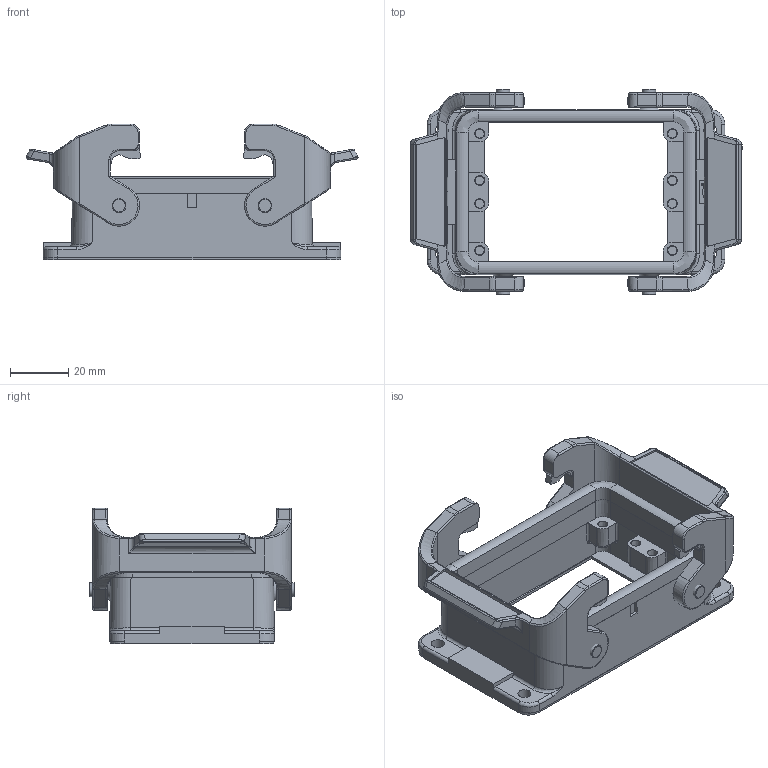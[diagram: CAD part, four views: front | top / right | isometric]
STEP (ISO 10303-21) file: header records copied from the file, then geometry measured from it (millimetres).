
FILE_DESCRIPTION(/* description */ (''),/* implementation_level */ '2;1');
FILE_NAME(/* name */ '100105484ugm000_c.stp',/* time_stamp */ '2017-11-06T10:53:24+01:00',/* author */ (''),/* organization */ (''),/* preprocessor_version */ 'ST-DEVELOPER v16',/* originating_system */ 'SIEMENS PLM Software NX 10.0',/* authorisation */ '');
FILE_SCHEMA (('AUTOMOTIVE_DESIGN { 1 0 10303 214 3 1 1 1 }'));
Length unit declared in the file: millimetre
Products named in the file (1): 100105484ugm000_c
Bounding box: 113.79 x 70.4 x 46.6 mm (x, y, z)
Volume: 57504 mm3; surface area: 34229.6 mm2
Topology: 3 solids, 3 shells, 703 faces, 1742 edges, 1065 vertices
Faces by surface type: plane 297, cylinder 210, bspline 132, cone 30, torus 20, extrusion 14
Full cylindrical faces by diameter (mm): 0.66 x1, 0.78 x1, 3 x8, 4.5 x4, 4.7 x2
Entity records: 26812 total; most frequent: CARTESIAN_POINT 7535, ORIENTED_EDGE 3350, DIRECTION 3132, EDGE_CURVE 1675, AXIS2_PLACEMENT_3D 1067, VERTEX_POINT 1044, VECTOR 998, LINE 984
